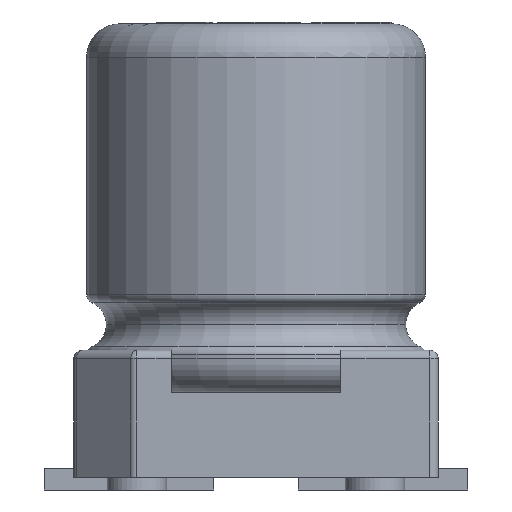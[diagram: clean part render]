
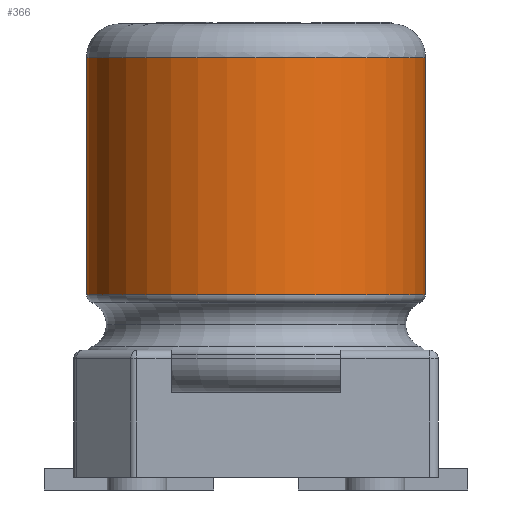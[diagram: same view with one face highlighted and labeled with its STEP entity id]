
A CAD part, left-side view. The second image highlights one B-rep face of the part: STEP entity #366.
In plain terms, the highlighted cylindrical face has radius 2 mm (diameter 4 mm), a partial arc.
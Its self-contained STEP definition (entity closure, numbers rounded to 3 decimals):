
#53 = CARTESIAN_POINT ( 'NONE',  ( 0., -2., 4.954 ) ) ;
#366 = ADVANCED_FACE ( 'NONE', ( #2452 ), #3376, .T. ) ;
#565 = DIRECTION ( 'NONE',  ( 0., 1., 0. ) ) ;
#971 = DIRECTION ( 'NONE',  ( 0., 0., -1. ) ) ;
#1267 = DIRECTION ( 'NONE',  ( 0., 1., 0. ) ) ;
#1580 = CARTESIAN_POINT ( 'NONE',  ( 0., -2., -18.963 ) ) ;
#1869 = EDGE_CURVE ( 'NONE', #5806, #2291, #5694, .T. ) ;
#2030 = ORIENTED_EDGE ( 'NONE', *, *, #3019, .T. ) ;
#2229 = AXIS2_PLACEMENT_3D ( 'NONE', #5194, #5174, #1267 ) ;
#2240 = CARTESIAN_POINT ( 'NONE',  ( 0., -2., 2.155 ) ) ;
#2291 = VERTEX_POINT ( 'NONE', #4817 ) ;
#2297 = LINE ( 'NONE', #6146, #5047 ) ;
#2413 = LINE ( 'NONE', #1580, #3332 ) ;
#2452 = FACE_OUTER_BOUND ( 'NONE', #5463, .T. ) ;
#3015 = DIRECTION ( 'NONE',  ( 0., 0., -1. ) ) ;
#3019 = EDGE_CURVE ( 'NONE', #3160, #2291, #2297, .T. ) ;
#3160 = VERTEX_POINT ( 'NONE', #5277 ) ;
#3309 = ORIENTED_EDGE ( 'NONE', *, *, #3927, .F. ) ;
#3332 = VECTOR ( 'NONE', #5892, 1000. ) ;
#3376 = CYLINDRICAL_SURFACE ( 'NONE', #2229, 2. ) ;
#3380 = DIRECTION ( 'NONE',  ( 0., 1., 0. ) ) ;
#3408 = CARTESIAN_POINT ( 'NONE',  ( 0., 0., 4.954 ) ) ;
#3527 = EDGE_CURVE ( 'NONE', #3921, #3160, #5354, .T. ) ;
#3789 = DIRECTION ( 'NONE',  ( 0., 0., -1. ) ) ;
#3921 = VERTEX_POINT ( 'NONE', #53 ) ;
#3927 = EDGE_CURVE ( 'NONE', #3921, #5806, #2413, .T. ) ;
#3997 = AXIS2_PLACEMENT_3D ( 'NONE', #3408, #971, #3380 ) ;
#4244 = ORIENTED_EDGE ( 'NONE', *, *, #1869, .F. ) ;
#4302 = AXIS2_PLACEMENT_3D ( 'NONE', #5397, #3015, #565 ) ;
#4817 = CARTESIAN_POINT ( 'NONE',  ( 0., 2., 2.155 ) ) ;
#5047 = VECTOR ( 'NONE', #3789, 1000. ) ;
#5174 = DIRECTION ( 'NONE',  ( 0., 0., -1. ) ) ;
#5194 = CARTESIAN_POINT ( 'NONE',  ( 0., 0., -18.963 ) ) ;
#5196 = ORIENTED_EDGE ( 'NONE', *, *, #3527, .T. ) ;
#5277 = CARTESIAN_POINT ( 'NONE',  ( 0., 2., 4.954 ) ) ;
#5354 = CIRCLE ( 'NONE', #3997, 2. ) ;
#5397 = CARTESIAN_POINT ( 'NONE',  ( 0., 0., 2.155 ) ) ;
#5463 = EDGE_LOOP ( 'NONE', ( #3309, #5196, #2030, #4244 ) ) ;
#5694 = CIRCLE ( 'NONE', #4302, 2. ) ;
#5806 = VERTEX_POINT ( 'NONE', #2240 ) ;
#5892 = DIRECTION ( 'NONE',  ( 0., 0., -1. ) ) ;
#6146 = CARTESIAN_POINT ( 'NONE',  ( 0., 2., -18.963 ) ) ;
